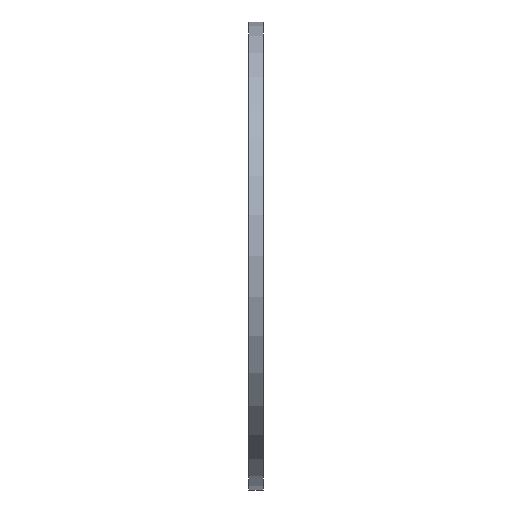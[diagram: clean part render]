
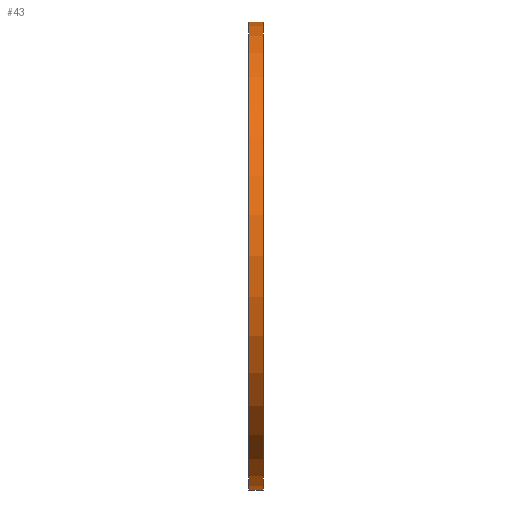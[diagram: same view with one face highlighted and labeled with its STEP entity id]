
A CAD part, left-side view. The second image highlights one B-rep face of the part: STEP entity #43.
In plain terms, the highlighted cylindrical face has radius 16 mm (diameter 32 mm), a partial arc.
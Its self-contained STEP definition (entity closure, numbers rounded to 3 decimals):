
#10 = CARTESIAN_POINT ( 'NONE',  ( 0., 3., 29. ) ) ;
#43 = ADVANCED_FACE ( 'NONE', ( #57 ), #176, .T. ) ;
#44 = CARTESIAN_POINT ( 'NONE',  ( 0., 2., 13. ) ) ;
#57 = FACE_OUTER_BOUND ( 'NONE', #114, .T. ) ;
#61 = VERTEX_POINT ( 'NONE', #491 ) ;
#75 = EDGE_CURVE ( 'NONE', #321, #515, #611, .T. ) ;
#114 = EDGE_LOOP ( 'NONE', ( #517, #144, #130, #547 ) ) ;
#122 = EDGE_CURVE ( 'NONE', #321, #61, #431, .T. ) ;
#130 = ORIENTED_EDGE ( 'NONE', *, *, #319, .T. ) ;
#144 = ORIENTED_EDGE ( 'NONE', *, *, #75, .T. ) ;
#176 = CYLINDRICAL_SURFACE ( 'NONE', #375, 16. ) ;
#193 = DIRECTION ( 'NONE',  ( 0., -1., 0. ) ) ;
#238 = CARTESIAN_POINT ( 'NONE',  ( 0., 3., 13. ) ) ;
#242 = DIRECTION ( 'NONE',  ( 0., -1., 0. ) ) ;
#244 = VERTEX_POINT ( 'NONE', #312 ) ;
#250 = DIRECTION ( 'NONE',  ( 0., 0., -1. ) ) ;
#262 = CIRCLE ( 'NONE', #598, 16. ) ;
#265 = DIRECTION ( 'NONE',  ( 0., -1., 0. ) ) ;
#270 = CARTESIAN_POINT ( 'NONE',  ( 0., 3., -3. ) ) ;
#312 = CARTESIAN_POINT ( 'NONE',  ( 0., 2., -3. ) ) ;
#319 = EDGE_CURVE ( 'NONE', #515, #244, #589, .T. ) ;
#321 = VERTEX_POINT ( 'NONE', #10 ) ;
#344 = CARTESIAN_POINT ( 'NONE',  ( 0., 3., 13. ) ) ;
#375 = AXIS2_PLACEMENT_3D ( 'NONE', #238, #193, #442 ) ;
#412 = VECTOR ( 'NONE', #618, 1000. ) ;
#431 = LINE ( 'NONE', #608, #601 ) ;
#442 = DIRECTION ( 'NONE',  ( 0., 0., -1. ) ) ;
#491 = CARTESIAN_POINT ( 'NONE',  ( 0., 2., 29. ) ) ;
#515 = VERTEX_POINT ( 'NONE', #626 ) ;
#517 = ORIENTED_EDGE ( 'NONE', *, *, #122, .F. ) ;
#536 = DIRECTION ( 'NONE',  ( 0., 0., -1. ) ) ;
#547 = ORIENTED_EDGE ( 'NONE', *, *, #657, .T. ) ;
#589 = LINE ( 'NONE', #270, #412 ) ;
#593 = DIRECTION ( 'NONE',  ( 0., 1., 0. ) ) ;
#598 = AXIS2_PLACEMENT_3D ( 'NONE', #44, #593, #250 ) ;
#601 = VECTOR ( 'NONE', #265, 1000. ) ;
#608 = CARTESIAN_POINT ( 'NONE',  ( 0., 3., 29. ) ) ;
#611 = CIRCLE ( 'NONE', #648, 16. ) ;
#618 = DIRECTION ( 'NONE',  ( 0., -1., 0. ) ) ;
#626 = CARTESIAN_POINT ( 'NONE',  ( 0., 3., -3. ) ) ;
#648 = AXIS2_PLACEMENT_3D ( 'NONE', #344, #242, #536 ) ;
#657 = EDGE_CURVE ( 'NONE', #244, #61, #262, .T. ) ;
